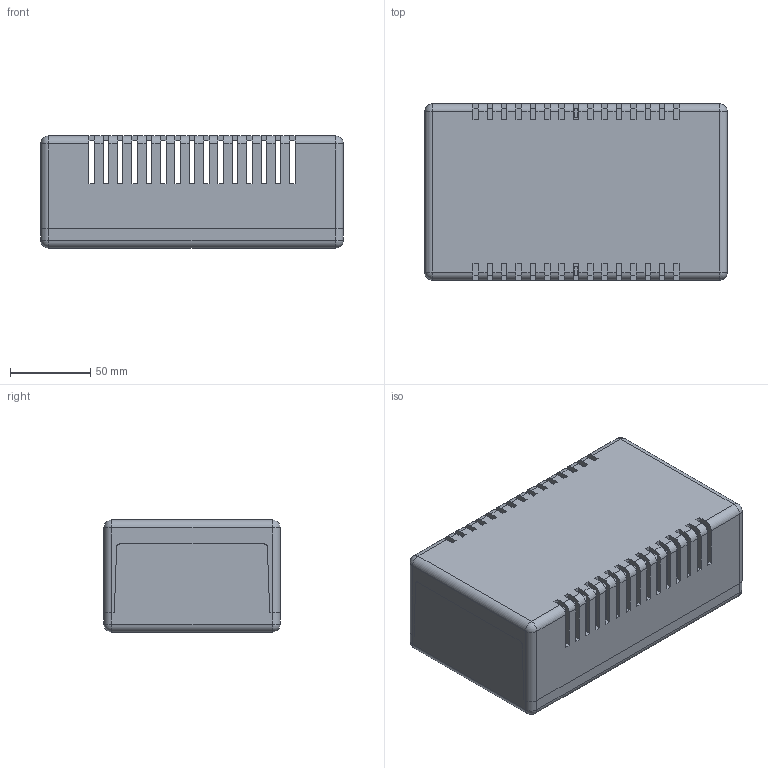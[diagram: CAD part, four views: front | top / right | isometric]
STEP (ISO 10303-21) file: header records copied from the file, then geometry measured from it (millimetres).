
FILE_DESCRIPTION(/* description */ (''),/* implementation_level */ '2;1');
FILE_NAME(/* name */ '0501102600-MBPO_181170 Lü So.stp',/* time_stamp */ '2016-01-29T11:44:16+01:00',/* author */ ('Robin.Rentz'),/* organization */ (''),/* preprocessor_version */ 'ST-DEVELOPER v15.6',/* originating_system */ 'Autodesk Inventor 2015',/* authorisation */ '');
FILE_SCHEMA (('AUTOMOTIVE_DESIGN { 1 0 10303 214 3 1 1 }'));
Length unit declared in the file: millimetre
Products named in the file (3): 0501101102-UT_181160-70-10-12; 0501102601-OT_181170 LÜ-So; 0501102600-MBPO_181170 Lü So
Bounding box: 189 x 110 x 70 mm (x, y, z)
Volume: 234424.4 mm3; surface area: 175301.3 mm2
Topology: 2 solids, 2 shells, 508 faces, 1490 edges, 948 vertices
Faces by surface type: plane 346, cylinder 122, cone 32, sphere 8
Full cylindrical faces by diameter (mm): 2.4 x4, 4.5 x8, 5 x4, 7 x4, 7.5 x4, 10 x8
Entity records: 16566 total; most frequent: CARTESIAN_POINT 2911, ORIENTED_EDGE 2884, DIRECTION 2772, EDGE_CURVE 1442, LINE 1122, VECTOR 1122, VERTEX_POINT 940, AXIS2_PLACEMENT_3D 825
